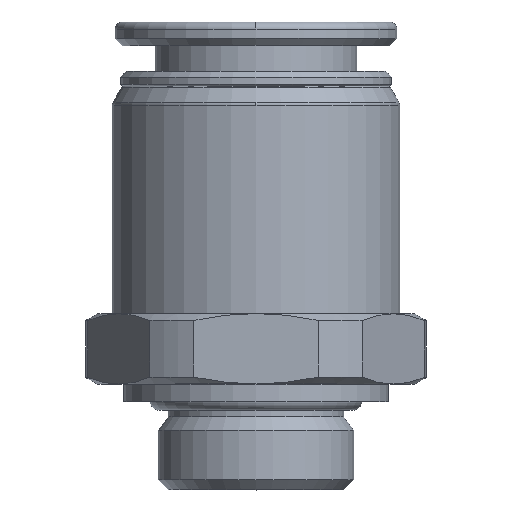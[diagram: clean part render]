
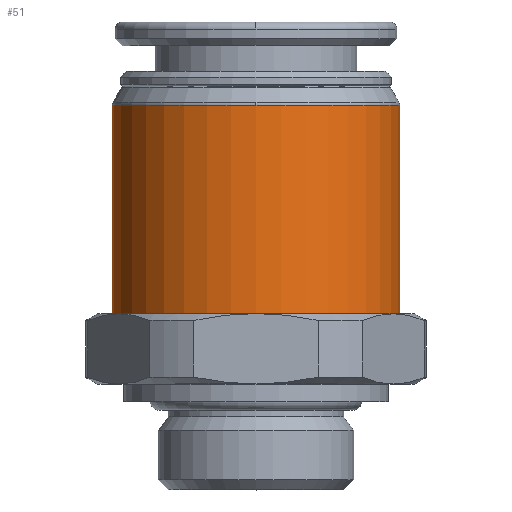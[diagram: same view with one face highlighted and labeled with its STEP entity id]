
A CAD part, top view. The second image highlights one B-rep face of the part: STEP entity #51.
In plain terms, the highlighted cylindrical face has radius 12.25 mm (diameter 24.5 mm), a partial arc.
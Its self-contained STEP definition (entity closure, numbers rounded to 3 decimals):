
#51=ADVANCED_FACE('',(#137),#138,.T.);
#137=FACE_OUTER_BOUND('',#305,.T.);
#138=CYLINDRICAL_SURFACE('',#306,12.25);
#305=EDGE_LOOP('',(#498,#499,#500,#501,#502));
#306=AXIS2_PLACEMENT_3D('',#503,#504,#505);
#498=ORIENTED_EDGE('',*,*,#1096,.F.);
#499=ORIENTED_EDGE('',*,*,#1097,.T.);
#500=ORIENTED_EDGE('',*,*,#1098,.F.);
#501=ORIENTED_EDGE('',*,*,#1099,.F.);
#502=ORIENTED_EDGE('',*,*,#1100,.F.);
#503=CARTESIAN_POINT('',(0.0,25.325,0.0));
#504=DIRECTION('',(0.0,1.0,0.0));
#505=DIRECTION('',(-1.0,0.0,0.0));
#1096=EDGE_CURVE('',#1298,#1299,#1300,.T.);
#1097=EDGE_CURVE('',#1298,#1301,#1302,.T.);
#1098=EDGE_CURVE('',#1303,#1301,#1304,.T.);
#1099=EDGE_CURVE('',#1305,#1303,#1306,.T.);
#1100=EDGE_CURVE('',#1299,#1305,#1307,.T.);
#1298=VERTEX_POINT('',#1612);
#1299=VERTEX_POINT('',#1613);
#1300=LINE('',#1614,#1615);
#1301=VERTEX_POINT('',#1616);
#1302=CIRCLE('',#1617,12.25);
#1303=VERTEX_POINT('',#1618);
#1304=LINE('',#1619,#1620);
#1305=VERTEX_POINT('',#1621);
#1306=CIRCLE('',#1622,12.25);
#1307=CIRCLE('',#1623,12.25);
#1612=CARTESIAN_POINT('',(-12.25,15.0,0.0));
#1613=CARTESIAN_POINT('',(-12.25,32.766,0.0));
#1614=CARTESIAN_POINT('',(-12.25,25.325,0.));
#1615=VECTOR('',#2234,1.0);
#1616=CARTESIAN_POINT('',(12.25,15.0,0.));
#1617=AXIS2_PLACEMENT_3D('',#2235,#2236,#2237);
#1618=CARTESIAN_POINT('',(12.25,32.766,0.));
#1619=CARTESIAN_POINT('',(12.25,25.325,0.));
#1620=VECTOR('',#2238,1.0);
#1621=CARTESIAN_POINT('',(0.,32.766,12.25));
#1622=AXIS2_PLACEMENT_3D('',#2239,#2240,#2241);
#1623=AXIS2_PLACEMENT_3D('',#2242,#2243,#2244);
#2234=DIRECTION('',(0.0,1.0,0.0));
#2235=CARTESIAN_POINT('',(0.0,15.0,0.0));
#2236=DIRECTION('',(0.0,1.0,0.0));
#2237=DIRECTION('',(-1.0,0.0,0.0));
#2238=DIRECTION('',(-0.0,-1.0,-0.0));
#2239=CARTESIAN_POINT('',(0.0,32.766,0.0));
#2240=DIRECTION('',(0.0,1.0,0.0));
#2241=DIRECTION('',(-1.0,0.0,0.0));
#2242=CARTESIAN_POINT('',(0.0,32.766,0.0));
#2243=DIRECTION('',(0.0,1.0,0.0));
#2244=DIRECTION('',(-1.0,0.0,0.0));
